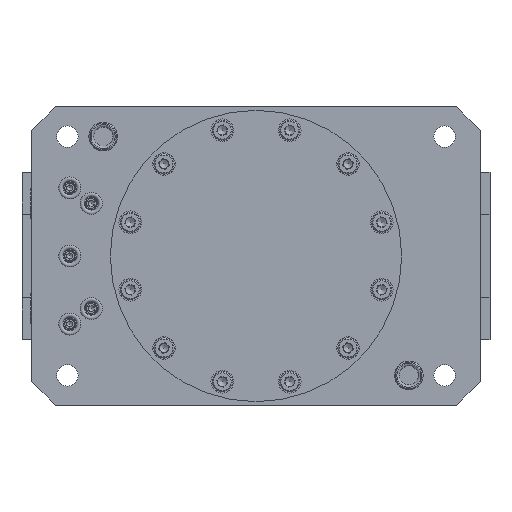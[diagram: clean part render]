
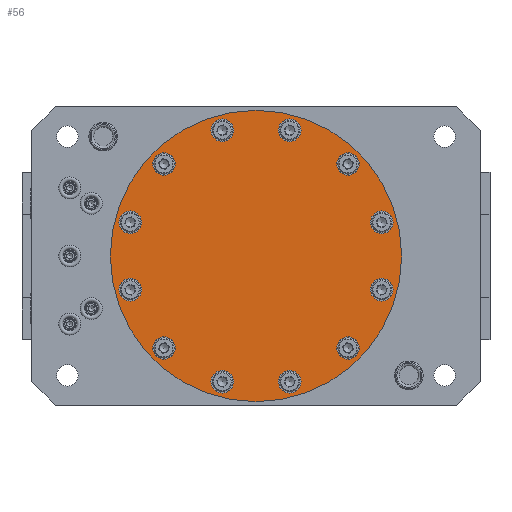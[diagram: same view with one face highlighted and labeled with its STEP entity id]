
A CAD part, front view. The second image highlights one B-rep face of the part: STEP entity #56.
In plain terms, the highlighted planar face has unit normal (0, -1, 0).
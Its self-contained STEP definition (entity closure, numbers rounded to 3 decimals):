
#56 = ADVANCED_FACE ( 'NONE', ( #8322, #8266, #8379, #8299, #8285, #8229, #8315, #5593, #8038, #8030, #8035, #8017, #8013 ), #8008, .F. ) ;
#203 = DIRECTION ( 'NONE',  ( 0., 0., -1. ) ) ;
#207 = DIRECTION ( 'NONE',  ( 0., -1., 0. ) ) ;
#221 = CARTESIAN_POINT ( 'NONE',  ( 14.106, 0., -52.643 ) ) ;
#407 = AXIS2_PLACEMENT_3D ( 'NONE', #10814, #10810, #10807 ) ;
#593 = EDGE_LOOP ( 'NONE', ( #10890 ) ) ;
#632 = AXIS2_PLACEMENT_3D ( 'NONE', #10269, #10261, #10259 ) ;
#652 = EDGE_LOOP ( 'NONE', ( #10859 ) ) ;
#813 = AXIS2_PLACEMENT_3D ( 'NONE', #4206, #4201, #4192 ) ;
#916 = EDGE_CURVE ( 'NONE', #6339, #6339, #5689, .T. ) ;
#1610 = EDGE_CURVE ( 'NONE', #6152, #6152, #4093, .T. ) ;
#1618 = EDGE_CURVE ( 'NONE', #6145, #6145, #10153, .T. ) ;
#1665 = CIRCLE ( 'NONE', #11074, 4.75 ) ;
#1889 = CIRCLE ( 'NONE', #11269, 4.75 ) ;
#2005 = EDGE_LOOP ( 'NONE', ( #10943 ) ) ;
#2067 = EDGE_CURVE ( 'NONE', #5983, #5983, #11911, .T. ) ;
#2214 = CARTESIAN_POINT ( 'NONE',  ( 0., 0., 0. ) ) ;
#2226 = DIRECTION ( 'NONE',  ( 0., 0., -1. ) ) ;
#2241 = DIRECTION ( 'NONE',  ( 0., -1., 0. ) ) ;
#2243 = CARTESIAN_POINT ( 'NONE',  ( -52.643, 0., -14.106 ) ) ;
#2250 = AXIS2_PLACEMENT_3D ( 'NONE', #12656, #12654, #12647 ) ;
#2471 = AXIS2_PLACEMENT_3D ( 'NONE', #10263, #10262, #10246 ) ;
#2531 = EDGE_LOOP ( 'NONE', ( #11012 ) ) ;
#2646 = EDGE_CURVE ( 'NONE', #5896, #5896, #10316, .T. ) ;
#2759 = EDGE_LOOP ( 'NONE', ( #10877 ) ) ;
#2978 = CARTESIAN_POINT ( 'NONE',  ( 14.106, 0., -57.393 ) ) ;
#2979 = VERTEX_POINT ( 'NONE', #2978 ) ;
#3800 = CARTESIAN_POINT ( 'NONE',  ( -38.537, 0., -43.287 ) ) ;
#3804 = VERTEX_POINT ( 'NONE', #3800 ) ;
#4029 = CARTESIAN_POINT ( 'NONE',  ( 52.643, 0., 9.356 ) ) ;
#4046 = VERTEX_POINT ( 'NONE', #4029 ) ;
#4093 = CIRCLE ( 'NONE', #2250, 4.75 ) ;
#4160 = CARTESIAN_POINT ( 'NONE',  ( -14.106, 0., -57.393 ) ) ;
#4162 = VERTEX_POINT ( 'NONE', #4160 ) ;
#4183 = EDGE_CURVE ( 'NONE', #5350, #5350, #11761, .T. ) ;
#4192 = DIRECTION ( 'NONE',  ( 0., 0., -1. ) ) ;
#4197 = CARTESIAN_POINT ( 'NONE',  ( -52.643, 0., 9.356 ) ) ;
#4201 = DIRECTION ( 'NONE',  ( 0., -1., 0. ) ) ;
#4206 = CARTESIAN_POINT ( 'NONE',  ( 52.643, 0., -14.106 ) ) ;
#4214 = VERTEX_POINT ( 'NONE', #4197 ) ;
#4444 = AXIS2_PLACEMENT_3D ( 'NONE', #221, #207, #203 ) ;
#4533 = AXIS2_PLACEMENT_3D ( 'NONE', #11725, #11722, #11713 ) ;
#4879 = CARTESIAN_POINT ( 'NONE',  ( -52.643, 0., -18.856 ) ) ;
#4892 = VERTEX_POINT ( 'NONE', #4879 ) ;
#4994 = EDGE_CURVE ( 'NONE', #5063, #5063, #6912, .T. ) ;
#5058 = CARTESIAN_POINT ( 'NONE',  ( 52.643, 0., -18.856 ) ) ;
#5063 = VERTEX_POINT ( 'NONE', #5058 ) ;
#5179 = EDGE_LOOP ( 'NONE', ( #11008 ) ) ;
#5330 = CARTESIAN_POINT ( 'NONE',  ( 38.537, 0., 33.787 ) ) ;
#5350 = VERTEX_POINT ( 'NONE', #5330 ) ;
#5502 = EDGE_LOOP ( 'NONE', ( #10815 ) ) ;
#5593 = FACE_BOUND ( 'NONE', #8674, .T. ) ;
#5679 = EDGE_CURVE ( 'NONE', #4892, #4892, #11597, .T. ) ;
#5689 = CIRCLE ( 'NONE', #11365, 61. ) ;
#5751 = DIRECTION ( 'NONE',  ( 0., -1., 0. ) ) ;
#5755 = DIRECTION ( 'NONE',  ( 0., 0., -1. ) ) ;
#5877 = CARTESIAN_POINT ( 'NONE',  ( -38.537, 0., 33.787 ) ) ;
#5896 = VERTEX_POINT ( 'NONE', #5877 ) ;
#5968 = CARTESIAN_POINT ( 'NONE',  ( 38.537, 0., -43.287 ) ) ;
#5983 = VERTEX_POINT ( 'NONE', #5968 ) ;
#6013 = AXIS2_PLACEMENT_3D ( 'NONE', #2243, #2241, #2226 ) ;
#6133 = CARTESIAN_POINT ( 'NONE',  ( 14.106, 0., 47.893 ) ) ;
#6145 = VERTEX_POINT ( 'NONE', #6133 ) ;
#6146 = CARTESIAN_POINT ( 'NONE',  ( -14.106, 0., 47.893 ) ) ;
#6152 = VERTEX_POINT ( 'NONE', #6146 ) ;
#6312 = DIRECTION ( 'NONE',  ( 0., 0., -1. ) ) ;
#6313 = DIRECTION ( 'NONE',  ( 0., -1., 0. ) ) ;
#6320 = CARTESIAN_POINT ( 'NONE',  ( 0., 0., -61. ) ) ;
#6331 = CARTESIAN_POINT ( 'NONE',  ( 38.537, 0., 38.537 ) ) ;
#6339 = VERTEX_POINT ( 'NONE', #6320 ) ;
#6466 = CIRCLE ( 'NONE', #407, 4.75 ) ;
#6705 = CIRCLE ( 'NONE', #632, 4.75 ) ;
#6791 = EDGE_LOOP ( 'NONE', ( #10856 ) ) ;
#6912 = CIRCLE ( 'NONE', #813, 4.75 ) ;
#7496 = EDGE_CURVE ( 'NONE', #4214, #4214, #1665, .T. ) ;
#7574 = EDGE_LOOP ( 'NONE', ( #10971 ) ) ;
#7615 = EDGE_LOOP ( 'NONE', ( #11042 ) ) ;
#7620 = EDGE_CURVE ( 'NONE', #4162, #4162, #6466, .T. ) ;
#7761 = DIRECTION ( 'NONE',  ( 0., 0., -1. ) ) ;
#7773 = DIRECTION ( 'NONE',  ( 0., -1., 0. ) ) ;
#7776 = CARTESIAN_POINT ( 'NONE',  ( -38.537, 0., -38.537 ) ) ;
#7844 = AXIS2_PLACEMENT_3D ( 'NONE', #6331, #6313, #6312 ) ;
#7928 = EDGE_CURVE ( 'NONE', #4046, #4046, #6705, .T. ) ;
#7996 = DIRECTION ( 'NONE',  ( 0., 1., 0. ) ) ;
#8000 = CARTESIAN_POINT ( 'NONE',  ( 0., 0., 0. ) ) ;
#8008 = PLANE ( 'NONE',  #11040 ) ;
#8013 = FACE_BOUND ( 'NONE', #5502, .T. ) ;
#8017 = FACE_OUTER_BOUND ( 'NONE', #6791, .T. ) ;
#8030 = FACE_BOUND ( 'NONE', #2759, .T. ) ;
#8035 = FACE_BOUND ( 'NONE', #652, .T. ) ;
#8038 = FACE_BOUND ( 'NONE', #593, .T. ) ;
#8229 = FACE_BOUND ( 'NONE', #11352, .T. ) ;
#8266 = FACE_BOUND ( 'NONE', #8886, .T. ) ;
#8285 = FACE_BOUND ( 'NONE', #7574, .T. ) ;
#8299 = FACE_BOUND ( 'NONE', #5179, .T. ) ;
#8315 = FACE_BOUND ( 'NONE', #2005, .T. ) ;
#8322 = FACE_BOUND ( 'NONE', #7615, .T. ) ;
#8379 = FACE_BOUND ( 'NONE', #2531, .T. ) ;
#8674 = EDGE_LOOP ( 'NONE', ( #10914 ) ) ;
#8867 = EDGE_CURVE ( 'NONE', #3804, #3804, #1889, .T. ) ;
#8886 = EDGE_LOOP ( 'NONE', ( #11901 ) ) ;
#10153 = CIRCLE ( 'NONE', #11568, 4.75 ) ;
#10246 = DIRECTION ( 'NONE',  ( 0., 0., -1. ) ) ;
#10259 = DIRECTION ( 'NONE',  ( 0., 0., -1. ) ) ;
#10261 = DIRECTION ( 'NONE',  ( 0., -1., 0. ) ) ;
#10262 = DIRECTION ( 'NONE',  ( 0., -1., 0. ) ) ;
#10263 = CARTESIAN_POINT ( 'NONE',  ( -38.537, 0., 38.537 ) ) ;
#10269 = CARTESIAN_POINT ( 'NONE',  ( 52.643, 0., 14.106 ) ) ;
#10316 = CIRCLE ( 'NONE', #2471, 4.75 ) ;
#10413 = CIRCLE ( 'NONE', #4444, 4.75 ) ;
#10807 = DIRECTION ( 'NONE',  ( 0., 0., -1. ) ) ;
#10810 = DIRECTION ( 'NONE',  ( 0., -1., 0. ) ) ;
#10814 = CARTESIAN_POINT ( 'NONE',  ( -14.106, 0., -52.643 ) ) ;
#10815 = ORIENTED_EDGE ( 'NONE', *, *, #7496, .F. ) ;
#10856 = ORIENTED_EDGE ( 'NONE', *, *, #916, .T. ) ;
#10859 = ORIENTED_EDGE ( 'NONE', *, *, #5679, .F. ) ;
#10877 = ORIENTED_EDGE ( 'NONE', *, *, #8867, .F. ) ;
#10890 = ORIENTED_EDGE ( 'NONE', *, *, #7620, .F. ) ;
#10914 = ORIENTED_EDGE ( 'NONE', *, *, #11389, .F. ) ;
#10943 = ORIENTED_EDGE ( 'NONE', *, *, #2067, .F. ) ;
#10959 = ORIENTED_EDGE ( 'NONE', *, *, #4994, .F. ) ;
#10971 = ORIENTED_EDGE ( 'NONE', *, *, #7928, .F. ) ;
#10997 = DIRECTION ( 'NONE',  ( 0., 0., -1. ) ) ;
#10998 = DIRECTION ( 'NONE',  ( 0., -1., 0. ) ) ;
#11008 = ORIENTED_EDGE ( 'NONE', *, *, #4183, .F. ) ;
#11012 = ORIENTED_EDGE ( 'NONE', *, *, #1618, .F. ) ;
#11014 = CARTESIAN_POINT ( 'NONE',  ( -52.643, 0., 14.106 ) ) ;
#11040 = AXIS2_PLACEMENT_3D ( 'NONE', #8000, #7996, #11059 ) ;
#11042 = ORIENTED_EDGE ( 'NONE', *, *, #2646, .F. ) ;
#11059 = DIRECTION ( 'NONE',  ( 0., 0., 1. ) ) ;
#11074 = AXIS2_PLACEMENT_3D ( 'NONE', #11014, #10998, #10997 ) ;
#11269 = AXIS2_PLACEMENT_3D ( 'NONE', #7776, #7773, #7761 ) ;
#11352 = EDGE_LOOP ( 'NONE', ( #10959 ) ) ;
#11365 = AXIS2_PLACEMENT_3D ( 'NONE', #2214, #5751, #5755 ) ;
#11389 = EDGE_CURVE ( 'NONE', #2979, #2979, #10413, .T. ) ;
#11568 = AXIS2_PLACEMENT_3D ( 'NONE', #12645, #12634, #12630 ) ;
#11597 = CIRCLE ( 'NONE', #6013, 4.75 ) ;
#11713 = DIRECTION ( 'NONE',  ( 0., 0., -1. ) ) ;
#11722 = DIRECTION ( 'NONE',  ( 0., -1., 0. ) ) ;
#11725 = CARTESIAN_POINT ( 'NONE',  ( 38.537, 0., -38.537 ) ) ;
#11761 = CIRCLE ( 'NONE', #7844, 4.75 ) ;
#11901 = ORIENTED_EDGE ( 'NONE', *, *, #1610, .F. ) ;
#11911 = CIRCLE ( 'NONE', #4533, 4.75 ) ;
#12630 = DIRECTION ( 'NONE',  ( 0., 0., -1. ) ) ;
#12634 = DIRECTION ( 'NONE',  ( 0., -1., 0. ) ) ;
#12645 = CARTESIAN_POINT ( 'NONE',  ( 14.106, 0., 52.643 ) ) ;
#12647 = DIRECTION ( 'NONE',  ( 0., 0., -1. ) ) ;
#12654 = DIRECTION ( 'NONE',  ( 0., -1., 0. ) ) ;
#12656 = CARTESIAN_POINT ( 'NONE',  ( -14.106, 0., 52.643 ) ) ;
